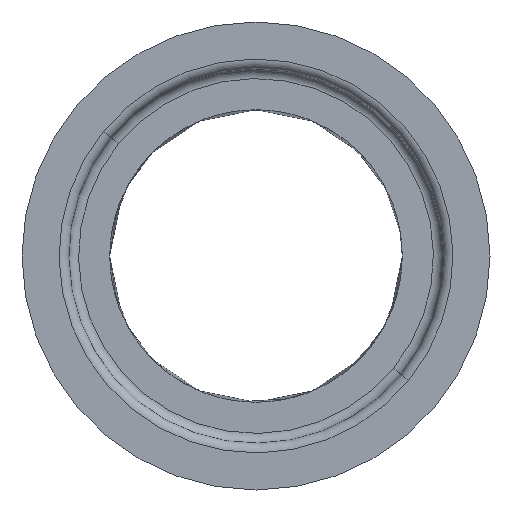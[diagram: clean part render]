
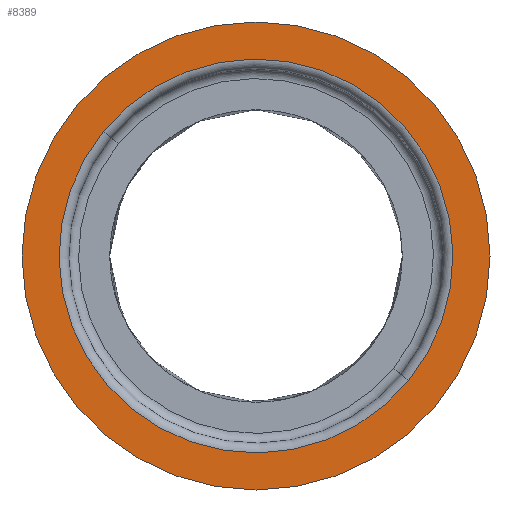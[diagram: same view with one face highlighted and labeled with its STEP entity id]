
A CAD part, front view. The second image highlights one B-rep face of the part: STEP entity #8389.
In plain terms, the highlighted face is planar.
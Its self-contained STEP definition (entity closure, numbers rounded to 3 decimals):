
#893 = EDGE_CURVE ( 'NONE', #10962, #9907, #9083, .T. ) ;
#944 = VERTEX_POINT ( 'NONE', #10545 ) ;
#1132 = AXIS2_PLACEMENT_3D ( 'NONE', #4280, #4038, #11118 ) ;
#1136 = DIRECTION ( 'NONE',  ( 0.775, 0.632, 0. ) ) ;
#1427 = DIRECTION ( 'NONE',  ( 0., 0., -1. ) ) ;
#1468 = DIRECTION ( 'NONE',  ( 0., 0., -1. ) ) ;
#1633 = FACE_BOUND ( 'NONE', #7910, .T. ) ;
#1729 = CIRCLE ( 'NONE', #2828, 202. ) ;
#2095 = EDGE_CURVE ( 'NONE', #944, #2840, #10016, .T. ) ;
#2748 = ORIENTED_EDGE ( 'NONE', *, *, #2095, .T. ) ;
#2828 = AXIS2_PLACEMENT_3D ( 'NONE', #7381, #9947, #1136 ) ;
#2840 = VERTEX_POINT ( 'NONE', #10854 ) ;
#3369 = FACE_OUTER_BOUND ( 'NONE', #8917, .T. ) ;
#3410 = CARTESIAN_POINT ( 'NONE',  ( 0., 0., -80. ) ) ;
#3459 = EDGE_CURVE ( 'NONE', #2840, #944, #5746, .T. ) ;
#4038 = DIRECTION ( 'NONE',  ( 0., 0., 1. ) ) ;
#4280 = CARTESIAN_POINT ( 'NONE',  ( 0., 0., -80. ) ) ;
#4585 = ORIENTED_EDGE ( 'NONE', *, *, #3459, .T. ) ;
#4631 = AXIS2_PLACEMENT_3D ( 'NONE', #5792, #1468, #4798 ) ;
#4798 = DIRECTION ( 'NONE',  ( -1., 0., 0. ) ) ;
#5007 = DIRECTION ( 'NONE',  ( -1., 0., 0. ) ) ;
#5331 = CARTESIAN_POINT ( 'NONE',  ( 156.475, 127.748, -80. ) ) ;
#5571 = AXIS2_PLACEMENT_3D ( 'NONE', #3410, #1427, #5007 ) ;
#5746 = CIRCLE ( 'NONE', #5571, 240. ) ;
#5792 = CARTESIAN_POINT ( 'NONE',  ( 0., 0., -80. ) ) ;
#6019 = PLANE ( 'NONE',  #10044 ) ;
#6948 = DIRECTION ( 'NONE',  ( 0., 0., 1. ) ) ;
#7381 = CARTESIAN_POINT ( 'NONE',  ( 0., 0., -80. ) ) ;
#7910 = EDGE_LOOP ( 'NONE', ( #9645, #9983 ) ) ;
#8389 = ADVANCED_FACE ( 'NONE', ( #1633, #3369 ), #6019, .F. ) ;
#8917 = EDGE_LOOP ( 'NONE', ( #2748, #4585 ) ) ;
#9030 = EDGE_CURVE ( 'NONE', #9907, #10962, #1729, .T. ) ;
#9083 = CIRCLE ( 'NONE', #1132, 202. ) ;
#9566 = CARTESIAN_POINT ( 'NONE',  ( 0., 0., -80. ) ) ;
#9645 = ORIENTED_EDGE ( 'NONE', *, *, #893, .T. ) ;
#9907 = VERTEX_POINT ( 'NONE', #11182 ) ;
#9947 = DIRECTION ( 'NONE',  ( 0., 0., 1. ) ) ;
#9983 = ORIENTED_EDGE ( 'NONE', *, *, #9030, .T. ) ;
#10016 = CIRCLE ( 'NONE', #4631, 240. ) ;
#10044 = AXIS2_PLACEMENT_3D ( 'NONE', #9566, #6948, #10497 ) ;
#10497 = DIRECTION ( 'NONE',  ( 1., 0., 0. ) ) ;
#10545 = CARTESIAN_POINT ( 'NONE',  ( -240., 0., -80. ) ) ;
#10854 = CARTESIAN_POINT ( 'NONE',  ( 240., 0., -80. ) ) ;
#10962 = VERTEX_POINT ( 'NONE', #5331 ) ;
#11118 = DIRECTION ( 'NONE',  ( 0.775, 0.632, 0. ) ) ;
#11182 = CARTESIAN_POINT ( 'NONE',  ( -156.475, -127.748, -80. ) ) ;
